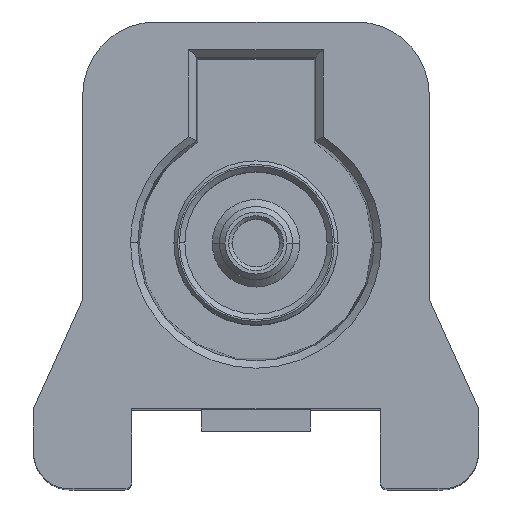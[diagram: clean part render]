
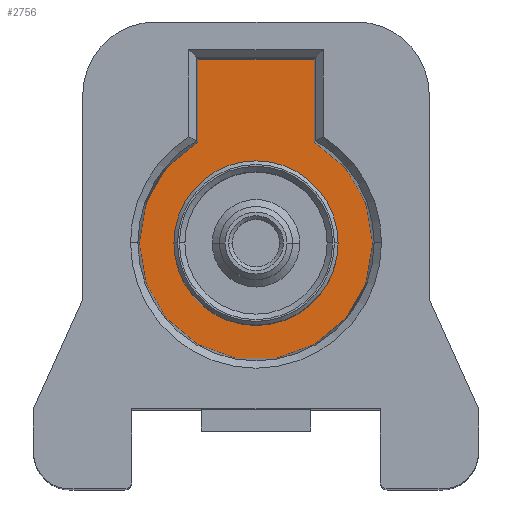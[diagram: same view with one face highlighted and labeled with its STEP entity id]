
A CAD part, top view. The second image highlights one B-rep face of the part: STEP entity #2756.
In plain terms, the highlighted planar face has unit normal (0, 0, 1).
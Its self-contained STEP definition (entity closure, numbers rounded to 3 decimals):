
#68 = CARTESIAN_POINT ( 'NONE',  ( 0., 0., -11.3 ) ) ;
#77 = EDGE_CURVE ( 'NONE', #917, #4177, #1238, .T. ) ;
#114 = DIRECTION ( 'NONE',  ( 0., 1., 0. ) ) ;
#160 = CIRCLE ( 'NONE', #3716, 3.2 ) ;
#249 = CIRCLE ( 'NONE', #4217, 2.25 ) ;
#355 = AXIS2_PLACEMENT_3D ( 'NONE', #2342, #4229, #686 ) ;
#456 = CARTESIAN_POINT ( 'NONE',  ( 0., 0., -11.3 ) ) ;
#666 = ORIENTED_EDGE ( 'NONE', *, *, #4271, .F. ) ;
#686 = DIRECTION ( 'NONE',  ( 1., 0., 0. ) ) ;
#794 = ORIENTED_EDGE ( 'NONE', *, *, #3543, .T. ) ;
#898 = EDGE_LOOP ( 'NONE', ( #1237, #2497 ) ) ;
#917 = VERTEX_POINT ( 'NONE', #1017 ) ;
#948 = CARTESIAN_POINT ( 'NONE',  ( -1.6, 5.05, -11.3 ) ) ;
#990 = VERTEX_POINT ( 'NONE', #2282 ) ;
#996 = VECTOR ( 'NONE', #3307, 1000. ) ;
#1017 = CARTESIAN_POINT ( 'NONE',  ( 1.6, 5.05, -11.3 ) ) ;
#1208 = FACE_OUTER_BOUND ( 'NONE', #3658, .T. ) ;
#1211 = DIRECTION ( 'NONE',  ( 0., -1., 0. ) ) ;
#1237 = ORIENTED_EDGE ( 'NONE', *, *, #1323, .F. ) ;
#1238 = LINE ( 'NONE', #3569, #4701 ) ;
#1293 = DIRECTION ( 'NONE',  ( 0., 0., 1. ) ) ;
#1323 = EDGE_CURVE ( 'NONE', #990, #1677, #249, .T. ) ;
#1458 = FACE_BOUND ( 'NONE', #898, .T. ) ;
#1484 = ORIENTED_EDGE ( 'NONE', *, *, #2465, .T. ) ;
#1523 = EDGE_CURVE ( 'NONE', #4449, #2456, #160, .T. ) ;
#1677 = VERTEX_POINT ( 'NONE', #3897 ) ;
#1701 = ORIENTED_EDGE ( 'NONE', *, *, #1523, .T. ) ;
#1704 = DIRECTION ( 'NONE',  ( 1., 0., 0. ) ) ;
#1851 = PLANE ( 'NONE',  #3377 ) ;
#2058 = LINE ( 'NONE', #948, #3094 ) ;
#2069 = DIRECTION ( 'NONE',  ( 1., 0., 0. ) ) ;
#2282 = CARTESIAN_POINT ( 'NONE',  ( -2.25, 0., -11.3 ) ) ;
#2342 = CARTESIAN_POINT ( 'NONE',  ( 0., 0., -11.3 ) ) ;
#2376 = DIRECTION ( 'NONE',  ( 0., 0., 1. ) ) ;
#2433 = CARTESIAN_POINT ( 'NONE',  ( 1.6, 2.771, -11.3 ) ) ;
#2456 = VERTEX_POINT ( 'NONE', #3213 ) ;
#2465 = EDGE_CURVE ( 'NONE', #2456, #4101, #3944, .T. ) ;
#2483 = CARTESIAN_POINT ( 'NONE',  ( 3.2, 0., -11.3 ) ) ;
#2497 = ORIENTED_EDGE ( 'NONE', *, *, #5035, .F. ) ;
#2535 = DIRECTION ( 'NONE',  ( 0., 0., 1. ) ) ;
#2592 = CIRCLE ( 'NONE', #355, 3.2 ) ;
#2649 = CARTESIAN_POINT ( 'NONE',  ( 0., 0., -11.3 ) ) ;
#2756 = ADVANCED_FACE ( 'NONE', ( #1458, #1208 ), #1851, .T. ) ;
#2815 = DIRECTION ( 'NONE',  ( 0., 0., 1. ) ) ;
#2910 = EDGE_CURVE ( 'NONE', #4449, #3262, #2058, .T. ) ;
#3094 = VECTOR ( 'NONE', #114, 1000. ) ;
#3165 = CARTESIAN_POINT ( 'NONE',  ( 0., 0., -11.3 ) ) ;
#3213 = CARTESIAN_POINT ( 'NONE',  ( -3.2, 0., -11.3 ) ) ;
#3214 = CIRCLE ( 'NONE', #3874, 2.25 ) ;
#3262 = VERTEX_POINT ( 'NONE', #3613 ) ;
#3307 = DIRECTION ( 'NONE',  ( 1., 0., 0. ) ) ;
#3377 = AXIS2_PLACEMENT_3D ( 'NONE', #2649, #2376, #3943 ) ;
#3390 = CARTESIAN_POINT ( 'NONE',  ( 1.6, 5.05, -11.3 ) ) ;
#3417 = DIRECTION ( 'NONE',  ( 1., 0., 0. ) ) ;
#3466 = AXIS2_PLACEMENT_3D ( 'NONE', #3165, #1293, #2069 ) ;
#3543 = EDGE_CURVE ( 'NONE', #4101, #4177, #2592, .T. ) ;
#3569 = CARTESIAN_POINT ( 'NONE',  ( 1.6, 2.771, -11.3 ) ) ;
#3613 = CARTESIAN_POINT ( 'NONE',  ( -1.6, 5.05, -11.3 ) ) ;
#3658 = EDGE_LOOP ( 'NONE', ( #666, #4694, #1701, #1484, #794, #4900 ) ) ;
#3716 = AXIS2_PLACEMENT_3D ( 'NONE', #3746, #4214, #3417 ) ;
#3738 = CARTESIAN_POINT ( 'NONE',  ( -1.6, 2.771, -11.3 ) ) ;
#3746 = CARTESIAN_POINT ( 'NONE',  ( 0., 0., -11.3 ) ) ;
#3874 = AXIS2_PLACEMENT_3D ( 'NONE', #456, #2815, #4706 ) ;
#3897 = CARTESIAN_POINT ( 'NONE',  ( 2.25, 0., -11.3 ) ) ;
#3943 = DIRECTION ( 'NONE',  ( 1., 0., 0. ) ) ;
#3944 = CIRCLE ( 'NONE', #3466, 3.2 ) ;
#4101 = VERTEX_POINT ( 'NONE', #2483 ) ;
#4177 = VERTEX_POINT ( 'NONE', #2433 ) ;
#4214 = DIRECTION ( 'NONE',  ( 0., 0., 1. ) ) ;
#4217 = AXIS2_PLACEMENT_3D ( 'NONE', #68, #2535, #1704 ) ;
#4229 = DIRECTION ( 'NONE',  ( 0., 0., 1. ) ) ;
#4271 = EDGE_CURVE ( 'NONE', #3262, #917, #4883, .T. ) ;
#4449 = VERTEX_POINT ( 'NONE', #3738 ) ;
#4694 = ORIENTED_EDGE ( 'NONE', *, *, #2910, .F. ) ;
#4701 = VECTOR ( 'NONE', #1211, 1000. ) ;
#4706 = DIRECTION ( 'NONE',  ( 1., 0., 0. ) ) ;
#4883 = LINE ( 'NONE', #3390, #996 ) ;
#4900 = ORIENTED_EDGE ( 'NONE', *, *, #77, .F. ) ;
#5035 = EDGE_CURVE ( 'NONE', #1677, #990, #3214, .T. ) ;
